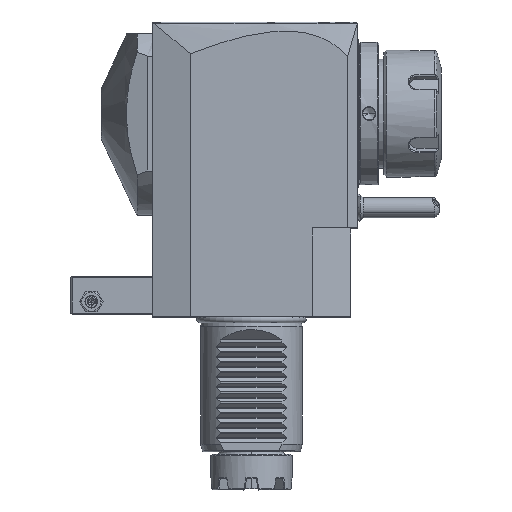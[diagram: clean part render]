
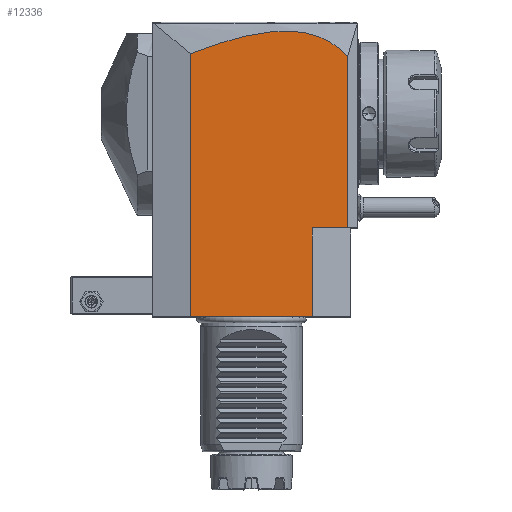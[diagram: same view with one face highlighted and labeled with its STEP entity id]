
A CAD part, top view. The second image highlights one B-rep face of the part: STEP entity #12336.
In plain terms, the highlighted planar face has unit normal (0, 0, 1).
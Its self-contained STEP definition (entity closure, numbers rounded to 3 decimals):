
#13=DIRECTION('',(-1.,0.,0.));
#14=VECTOR('',#13,48.);
#15=CARTESIAN_POINT('',(24.,0.,37.5));
#16=LINE('',#15,#14);
#233=DIRECTION('',(1.,0.,0.));
#234=VECTOR('',#233,13.8);
#235=CARTESIAN_POINT('',(24.,35.,37.5));
#236=LINE('',#235,#234);
#264=DIRECTION('',(0.,-1.,0.));
#265=VECTOR('',#264,35.);
#266=CARTESIAN_POINT('',(24.,35.,37.5));
#267=LINE('',#266,#265);
#268=CARTESIAN_POINT('',(37.8,102.483,37.5));
#269=CARTESIAN_POINT('',(37.559,102.747,37.5));
#270=CARTESIAN_POINT('',(37.073,103.263,37.5));
#271=CARTESIAN_POINT('',(36.337,103.994,37.5));
#272=CARTESIAN_POINT('',(35.593,104.686,37.5));
#273=CARTESIAN_POINT('',(34.839,105.342,37.5));
#274=CARTESIAN_POINT('',(34.076,105.962,37.5));
#275=CARTESIAN_POINT('',(33.301,106.55,37.5));
#276=CARTESIAN_POINT('',(32.513,107.106,37.5));
#277=CARTESIAN_POINT('',(31.712,107.633,37.5));
#278=CARTESIAN_POINT('',(30.894,108.131,37.5));
#279=CARTESIAN_POINT('',(30.06,108.602,37.5));
#280=CARTESIAN_POINT('',(29.207,109.046,37.5));
#281=CARTESIAN_POINT('',(28.334,109.463,37.5));
#282=CARTESIAN_POINT('',(27.437,109.855,37.5));
#283=CARTESIAN_POINT('',(26.517,110.221,37.5));
#284=CARTESIAN_POINT('',(25.569,110.562,37.5));
#285=CARTESIAN_POINT('',(24.592,110.877,37.5));
#286=CARTESIAN_POINT('',(23.583,111.166,37.5));
#287=CARTESIAN_POINT('',(22.539,111.429,37.5));
#288=CARTESIAN_POINT('',(21.457,111.664,37.5));
#289=CARTESIAN_POINT('',(20.332,111.871,37.5));
#290=CARTESIAN_POINT('',(19.16,112.048,37.5));
#291=CARTESIAN_POINT('',(17.939,112.194,37.5));
#292=CARTESIAN_POINT('',(16.664,112.307,37.5));
#293=CARTESIAN_POINT('',(15.332,112.383,37.5));
#294=CARTESIAN_POINT('',(13.934,112.422,37.5));
#295=CARTESIAN_POINT('',(12.464,112.419,37.5));
#296=CARTESIAN_POINT('',(10.918,112.371,37.5));
#297=CARTESIAN_POINT('',(9.287,112.274,37.5));
#298=CARTESIAN_POINT('',(7.559,112.123,37.5));
#299=CARTESIAN_POINT('',(5.727,111.912,37.5));
#300=CARTESIAN_POINT('',(3.78,111.636,37.5));
#301=CARTESIAN_POINT('',(1.704,111.285,37.5));
#302=CARTESIAN_POINT('',(-0.515,110.851,37.5));
#303=CARTESIAN_POINT('',(-2.89,110.326,37.5));
#304=CARTESIAN_POINT('',(-5.424,109.7,37.5));
#305=CARTESIAN_POINT('',(-8.116,108.969,37.5));
#306=CARTESIAN_POINT('',(-10.966,108.126,37.5));
#307=CARTESIAN_POINT('',(-13.977,107.165,37.5));
#308=CARTESIAN_POINT('',(-17.147,106.084,37.5));
#309=CARTESIAN_POINT('',(-20.479,104.875,37.5));
#310=CARTESIAN_POINT('',(-22.808,103.983,37.5));
#311=CARTESIAN_POINT('',(-24.,103.515,37.5));
#313=DIRECTION('',(0.,-1.,0.));
#314=VECTOR('',#313,67.483);
#315=CARTESIAN_POINT('',(37.8,102.483,37.5));
#316=LINE('',#315,#314);
#449=DIRECTION('',(0.,-1.,0.));
#450=VECTOR('',#449,103.515);
#451=CARTESIAN_POINT('',(-24.,103.515,37.5));
#452=LINE('',#451,#450);
#11322=CARTESIAN_POINT('',(37.8,102.483,37.5));
#11323=CARTESIAN_POINT('',(37.8,35.,37.5));
#11324=VERTEX_POINT('',#11322);
#11325=VERTEX_POINT('',#11323);
#11354=VERTEX_POINT('',#311);
#11378=CARTESIAN_POINT('',(24.,35.,37.5));
#11379=VERTEX_POINT('',#11378);
#11786=CARTESIAN_POINT('',(24.,0.,37.5));
#11787=VERTEX_POINT('',#11786);
#11788=CARTESIAN_POINT('',(-24.,0.,37.5));
#11789=VERTEX_POINT('',#11788);
#12320=CARTESIAN_POINT('',(-39.202,35.,37.5));
#12321=DIRECTION('',(0.,0.,1.));
#12322=DIRECTION('',(1.,0.,0.));
#12323=AXIS2_PLACEMENT_3D('',#12320,#12321,#12322);
#12324=PLANE('',#12323);
#12326=ORIENTED_EDGE('',*,*,#12325,.T.);
#12327=ORIENTED_EDGE('',*,*,#12011,.T.);
#12329=ORIENTED_EDGE('',*,*,#12328,.F.);
#12331=ORIENTED_EDGE('',*,*,#12330,.F.);
#12332=ORIENTED_EDGE('',*,*,#12309,.T.);
#12333=ORIENTED_EDGE('',*,*,#12297,.F.);
#12334=EDGE_LOOP('',(#12326,#12327,#12329,#12331,#12332,#12333));
#12335=FACE_OUTER_BOUND('',#12334,.F.);
#312=B_SPLINE_CURVE_WITH_KNOTS('',3,(#268,#269,#270,#271,#272,#273,#274,#275,
#276,#277,#278,#279,#280,#281,#282,#283,#284,#285,#286,#287,#288,#289,#290,#291,
#292,#293,#294,#295,#296,#297,#298,#299,#300,#301,#302,#303,#304,#305,#306,#307,
#308,#309,#310,#311),.UNSPECIFIED.,.F.,.F.,(4,1,1,1,1,1,1,1,1,1,1,1,1,1,1,1,1,1,
1,1,1,1,1,1,1,1,1,1,1,1,1,1,1,1,1,1,1,1,1,1,1,4),(0.,0.024,
0.049,0.073,0.098,0.122,
0.146,0.171,0.195,0.22,
0.244,0.268,0.293,0.317,
0.341,0.366,0.39,0.415,
0.439,0.463,0.488,0.512,
0.537,0.561,0.585,0.61,
0.634,0.659,0.683,0.707,
0.732,0.756,0.78,0.805,
0.829,0.854,0.878,0.902,
0.927,0.951,0.976,1.),.UNSPECIFIED.);
#12011=EDGE_CURVE('',#11787,#11789,#16,.T.);
#12297=EDGE_CURVE('',#11379,#11325,#236,.T.);
#12309=EDGE_CURVE('',#11324,#11325,#316,.T.);
#12325=EDGE_CURVE('',#11379,#11787,#267,.T.);
#12328=EDGE_CURVE('',#11354,#11789,#452,.T.);
#12330=EDGE_CURVE('',#11324,#11354,#312,.T.);
#12336=ADVANCED_FACE('',(#12335),#12324,.T.);
